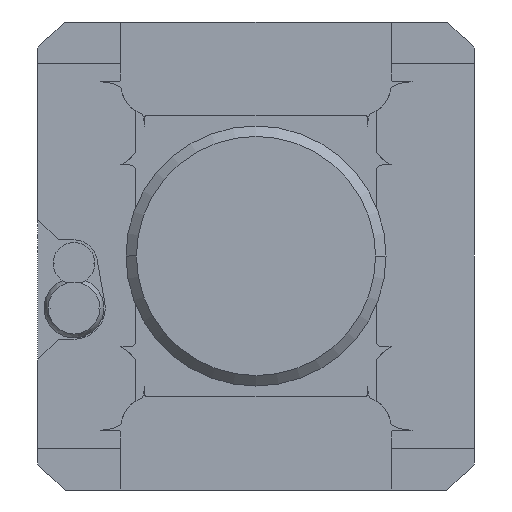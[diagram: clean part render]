
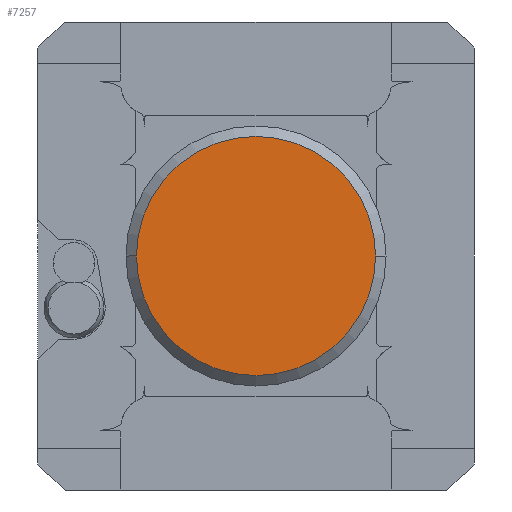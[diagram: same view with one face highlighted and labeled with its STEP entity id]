
A CAD part, left-side view. The second image highlights one B-rep face of the part: STEP entity #7257.
In plain terms, the highlighted planar face has unit normal (-1, 0, 0).
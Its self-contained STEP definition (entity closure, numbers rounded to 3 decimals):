
#2314=CARTESIAN_POINT('',(-66.,0.,0.));
#2315=DIRECTION('',(-1.,0.,0.));
#2316=DIRECTION('',(0.,-1.,0.));
#2317=AXIS2_PLACEMENT_3D('',#2314,#2315,#2316);
#2319=CARTESIAN_POINT('',(-66.,0.,0.));
#2320=DIRECTION('',(-1.,0.,0.));
#2321=DIRECTION('',(0.,1.,0.));
#2322=AXIS2_PLACEMENT_3D('',#2319,#2320,#2321);
#3487=CARTESIAN_POINT('',(-66.,-23.,0.));
#3488=CARTESIAN_POINT('',(-66.,23.,0.));
#3489=VERTEX_POINT('',#3487);
#3490=VERTEX_POINT('',#3488);
#7247=CARTESIAN_POINT('',(-66.,0.,0.));
#7248=DIRECTION('',(1.,0.,0.));
#7249=DIRECTION('',(0.,-1.,0.));
#7250=AXIS2_PLACEMENT_3D('',#7247,#7248,#7249);
#7251=PLANE('',#7250);
#7252=ORIENTED_EDGE('',*,*,#7237,.F.);
#7254=ORIENTED_EDGE('',*,*,#7253,.F.);
#7255=EDGE_LOOP('',(#7252,#7254));
#7256=FACE_OUTER_BOUND('',#7255,.F.);
#7257=ADVANCED_FACE('',(#7256),#7251,.F.);
#2318=CIRCLE('',#2317,23.);
#2323=CIRCLE('',#2322,23.);
#7237=EDGE_CURVE('',#3489,#3490,#2318,.T.);
#7253=EDGE_CURVE('',#3490,#3489,#2323,.T.);
